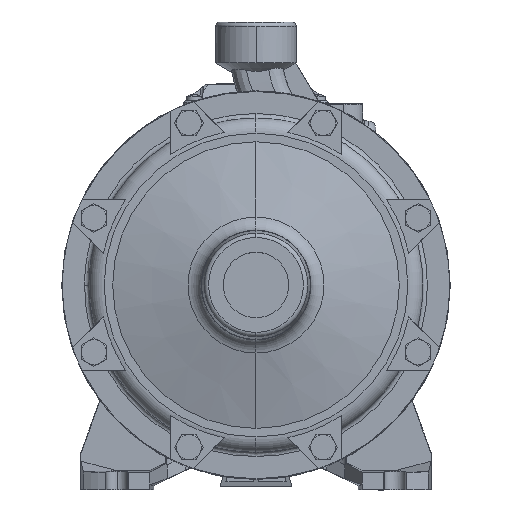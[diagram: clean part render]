
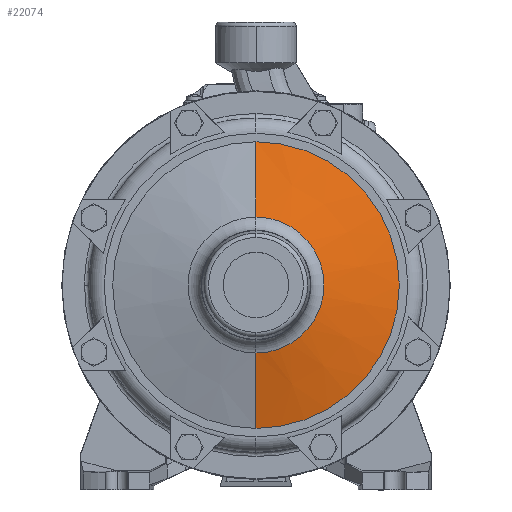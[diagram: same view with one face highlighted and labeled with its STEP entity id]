
A CAD part, top view. The second image highlights one B-rep face of the part: STEP entity #22074.
In plain terms, the highlighted conical face has half-angle 75.545 degrees and reference radius 98.015 mm.
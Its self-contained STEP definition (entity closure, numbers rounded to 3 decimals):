
#1844 = CARTESIAN_POINT ( 'NONE',  ( 0., 46.504, 41.679 ) ) ;
#3752 = DIRECTION ( 'NONE',  ( 0., 0., 1. ) ) ;
#6623 = AXIS2_PLACEMENT_3D ( 'NONE', #156046, #26302, #13589 ) ;
#13589 = DIRECTION ( 'NONE',  ( 0., 1., 0. ) ) ;
#14690 = VERTEX_POINT ( 'NONE', #101787 ) ;
#14869 = ORIENTED_EDGE ( 'NONE', *, *, #144162, .T. ) ;
#16192 = EDGE_CURVE ( 'NONE', #69920, #40215, #131281, .T. ) ;
#22074 = ADVANCED_FACE ( 'NONE', ( #81353 ), #82497, .T. ) ;
#23504 = ORIENTED_EDGE ( 'NONE', *, *, #72811, .F. ) ;
#26302 = DIRECTION ( 'NONE',  ( 0., 0., -1. ) ) ;
#30678 = DIRECTION ( 'NONE',  ( 0., 1., 0. ) ) ;
#31323 = CIRCLE ( 'NONE', #131541, 46.504 ) ;
#31841 = LINE ( 'NONE', #160751, #44269 ) ;
#39529 = CIRCLE ( 'NONE', #134366, 98.015 ) ;
#40215 = VERTEX_POINT ( 'NONE', #50904 ) ;
#42040 = CARTESIAN_POINT ( 'NONE',  ( 0., -46.505, 41.679 ) ) ;
#44269 = VECTOR ( 'NONE', #109844, 1000. ) ;
#50904 = CARTESIAN_POINT ( 'NONE',  ( 0., -98.015, 28.4 ) ) ;
#51581 = DIRECTION ( 'NONE',  ( 0., -0.968, -0.25 ) ) ;
#54927 = CARTESIAN_POINT ( 'NONE',  ( 0., -98.015, 28.4 ) ) ;
#69920 = VERTEX_POINT ( 'NONE', #42040 ) ;
#72744 = ORIENTED_EDGE ( 'NONE', *, *, #16192, .T. ) ;
#72811 = EDGE_CURVE ( 'NONE', #166684, #14690, #31841, .T. ) ;
#81353 = FACE_OUTER_BOUND ( 'NONE', #136536, .T. ) ;
#82497 = CONICAL_SURFACE ( 'NONE', #6623, 98.015, 1.319 ) ;
#101787 = CARTESIAN_POINT ( 'NONE',  ( 0., 98.015, 28.4 ) ) ;
#109844 = DIRECTION ( 'NONE',  ( 0., 0.968, -0.25 ) ) ;
#119735 = DIRECTION ( 'NONE',  ( 0., 0., 1. ) ) ;
#119905 = CARTESIAN_POINT ( 'NONE',  ( 0., 0., 41.679 ) ) ;
#125600 = ORIENTED_EDGE ( 'NONE', *, *, #142909, .F. ) ;
#131281 = LINE ( 'NONE', #54927, #160482 ) ;
#131541 = AXIS2_PLACEMENT_3D ( 'NONE', #119905, #3752, #158917 ) ;
#132454 = CARTESIAN_POINT ( 'NONE',  ( 0., 0., 28.4 ) ) ;
#134366 = AXIS2_PLACEMENT_3D ( 'NONE', #132454, #119735, #30678 ) ;
#136536 = EDGE_LOOP ( 'NONE', ( #125600, #72744, #14869, #23504 ) ) ;
#142909 = EDGE_CURVE ( 'NONE', #69920, #166684, #31323, .T. ) ;
#144162 = EDGE_CURVE ( 'NONE', #40215, #14690, #39529, .T. ) ;
#156046 = CARTESIAN_POINT ( 'NONE',  ( 0., 0., 28.4 ) ) ;
#158917 = DIRECTION ( 'NONE',  ( -1., 0., 0. ) ) ;
#160482 = VECTOR ( 'NONE', #51581, 1000. ) ;
#160751 = CARTESIAN_POINT ( 'NONE',  ( 0., 98.015, 28.4 ) ) ;
#166684 = VERTEX_POINT ( 'NONE', #1844 ) ;
